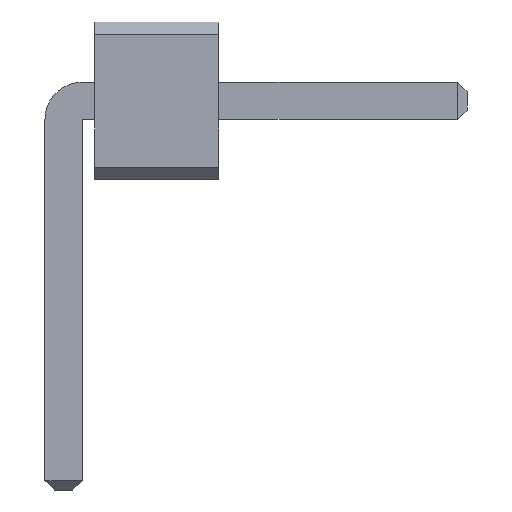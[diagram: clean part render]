
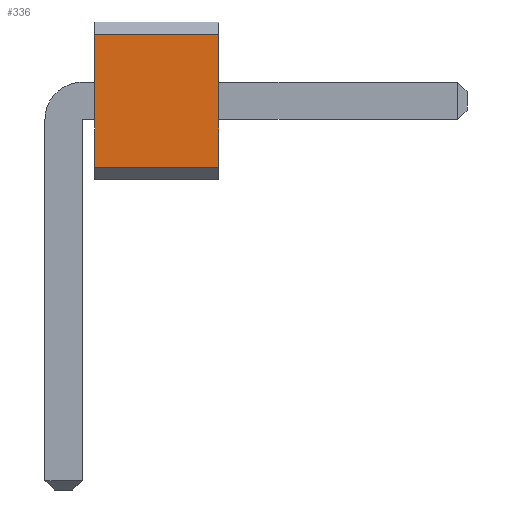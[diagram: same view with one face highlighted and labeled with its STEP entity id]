
A CAD part, front view. The second image highlights one B-rep face of the part: STEP entity #336.
In plain terms, the highlighted planar face has unit normal (0, -1, 0).
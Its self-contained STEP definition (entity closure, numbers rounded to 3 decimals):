
#142 = VERTEX_POINT('',#143);
#143 = CARTESIAN_POINT('',(0.25,-0.5,1.17));
#149 = EDGE_CURVE('',#150,#142,#152,.T.);
#150 = VERTEX_POINT('',#151);
#151 = CARTESIAN_POINT('',(0.25,-0.5,0.1));
#152 = LINE('',#153,#154);
#153 = CARTESIAN_POINT('',(0.25,-0.5,0.1));
#154 = VECTOR('',#155,1.);
#155 = DIRECTION('',(0.,0.,1.));
#225 = VERTEX_POINT('',#226);
#226 = CARTESIAN_POINT('',(1.25,-0.5,1.17));
#232 = EDGE_CURVE('',#233,#225,#235,.T.);
#233 = VERTEX_POINT('',#234);
#234 = CARTESIAN_POINT('',(1.25,-0.5,0.1));
#235 = LINE('',#236,#237);
#236 = CARTESIAN_POINT('',(1.25,-0.5,0.1));
#237 = VECTOR('',#238,1.);
#238 = DIRECTION('',(0.,0.,1.));
#308 = EDGE_CURVE('',#150,#233,#309,.T.);
#309 = LINE('',#310,#311);
#310 = CARTESIAN_POINT('',(0.25,-0.5,0.1));
#311 = VECTOR('',#312,1.);
#312 = DIRECTION('',(1.,0.,0.));
#336 = ADVANCED_FACE('',(#337),#348,.T.);
#337 = FACE_BOUND('',#338,.T.);
#338 = EDGE_LOOP('',(#339,#340,#341,#347));
#339 = ORIENTED_EDGE('',*,*,#308,.T.);
#340 = ORIENTED_EDGE('',*,*,#232,.T.);
#341 = ORIENTED_EDGE('',*,*,#342,.F.);
#342 = EDGE_CURVE('',#142,#225,#343,.T.);
#343 = LINE('',#344,#345);
#344 = CARTESIAN_POINT('',(0.25,-0.5,1.17));
#345 = VECTOR('',#346,1.);
#346 = DIRECTION('',(1.,0.,0.));
#347 = ORIENTED_EDGE('',*,*,#149,.F.);
#348 = PLANE('',#349);
#349 = AXIS2_PLACEMENT_3D('',#350,#351,#352);
#350 = CARTESIAN_POINT('',(0.25,-0.5,0.1));
#351 = DIRECTION('',(0.,-1.,0.));
#352 = DIRECTION('',(0.,0.,1.));
